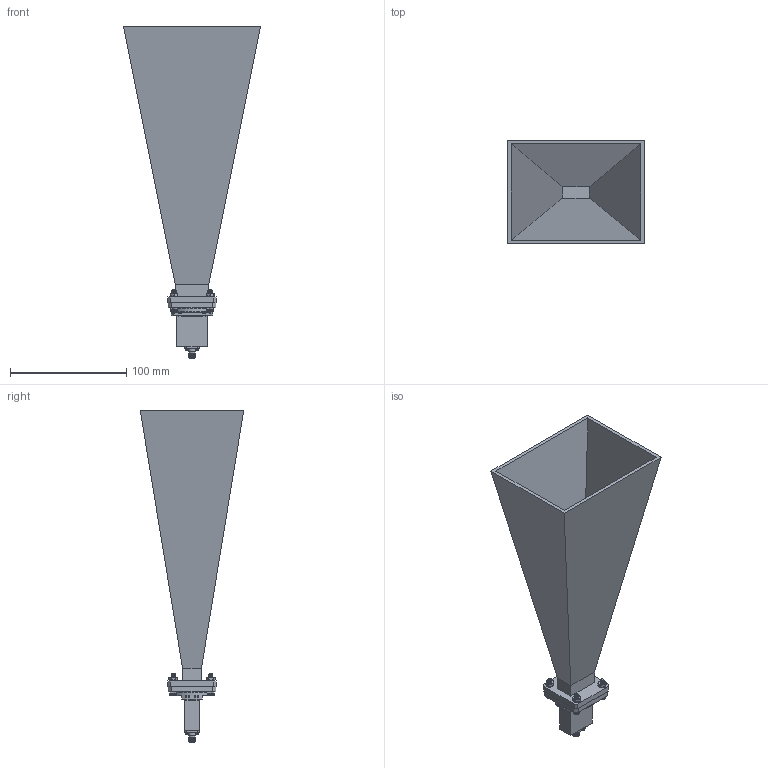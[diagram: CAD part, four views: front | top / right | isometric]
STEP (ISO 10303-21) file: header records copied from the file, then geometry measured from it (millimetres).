
FILE_DESCRIPTION (( 'STEP AP214' ), '1' );
FILE_NAME ('FMWAN090-20ELSF_3D.STEP', '2021-11-16T19:55:15', ( '' ), ( '' ), 'SwSTEP 2.0', 'SolidWorks 2021', '' );
FILE_SCHEMA (( 'AUTOMOTIVE_DESIGN' ));
Length unit declared in the file: inch
Products named in the file (6): PEWAN090-20; FMWAN090-20ELSF_3D; 6-32HN-NARROW_90730A007; 6-LW; 6-32SH-HXx.625_92196A150; PEWCA1075
Assembly tree (14 placements, depth 2):
  FMWAN090-20ELSF_3D
    6-32HN-NARROW_90730A007  x4
    6-32SH-HXx.625_92196A150  x4
    6-LW  x4
    PEWCA1075
    PEWAN090-20
Bounding box: 117.9 x 89.02 x 285.5 mm (x, y, z)
Volume: 207800.6 mm3; surface area: 126650.1 mm2
Topology: 14 solids, 19 shells, 1363 faces, 3064 edges, 1774 vertices
Faces by surface type: plane 717, cone 366, bspline 204, cylinder 76
Full cylindrical faces by diameter (mm): 1.016 x2, 1.27 x2, 1.524 x12, 1.854 x5, 2.438 x4, 2.946 x4, 4.293 x4, 4.3 x4, 4.521 x1, 5.08 x1, 5.334 x2, 6.35 x1, 36.116 x1
Entity records: 39720 total; most frequent: CARTESIAN_POINT 25588, ORIENTED_EDGE 2732, DIRECTION 1728, EDGE_CURVE 1366, VERTEX_POINT 816, B_SPLINE_CURVE_WITH_KNOTS 784, EDGE_LOOP 756, AXIS2_PLACEMENT_3D 697
